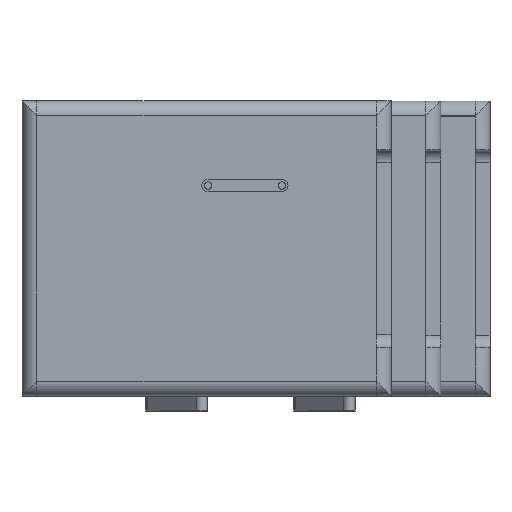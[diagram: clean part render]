
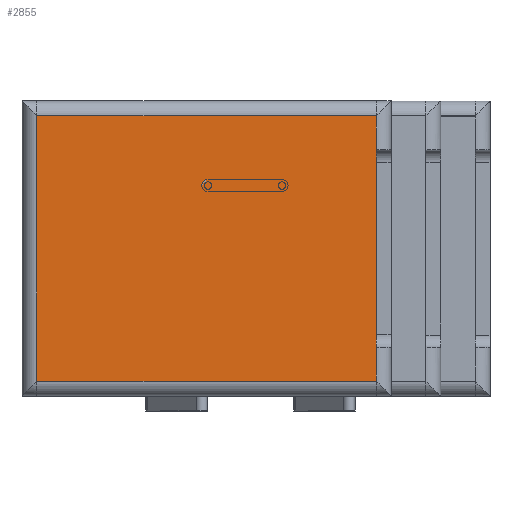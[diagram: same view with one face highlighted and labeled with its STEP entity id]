
A CAD part, top view. The second image highlights one B-rep face of the part: STEP entity #2855.
In plain terms, the highlighted planar face has unit normal (0, 0, 1).
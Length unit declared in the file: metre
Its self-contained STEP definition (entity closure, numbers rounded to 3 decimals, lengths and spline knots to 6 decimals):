
#891=ORIENTED_EDGE('',*,*,#1304,.T.);
#892=ORIENTED_EDGE('',*,*,#1298,.T.);
#893=ORIENTED_EDGE('',*,*,#1301,.T.);
#894=ORIENTED_EDGE('',*,*,#1307,.F.);
#1298=EDGE_CURVE('',#1563,#1566,#1790,.T.);
#1301=EDGE_CURVE('',#1566,#1568,#1792,.T.);
#1304=EDGE_CURVE('',#1571,#1563,#1794,.T.);
#1307=EDGE_CURVE('',#1571,#1568,#1797,.T.);
#1563=VERTEX_POINT('',#4932);
#1566=VERTEX_POINT('',#4937);
#1568=VERTEX_POINT('',#4943);
#1571=VERTEX_POINT('',#4951);
#1790=LINE('',#4938,#2002);
#1792=LINE('',#4945,#2004);
#1794=LINE('',#4950,#2006);
#1797=LINE('',#4956,#2009);
#2002=VECTOR('',#4112,1.);
#2004=VECTOR('',#4118,1.);
#2006=VECTOR('',#4124,1.);
#2009=VECTOR('',#4129,1.);
#2254=EDGE_LOOP('',(#891,#892,#893,#894));
#2532=FACE_BOUND('',#2254,.T.);
#2685=PLANE('',#3342);
#2855=ADVANCED_FACE('',(#2532),#2685,.T.);
#3342=AXIS2_PLACEMENT_3D('',#4955,#4127,#4128);
#4112=DIRECTION('',(-1.,0.,0.));
#4118=DIRECTION('',(0.,-1.,0.));
#4124=DIRECTION('',(0.,1.,0.));
#4127=DIRECTION('',(0.,0.,1.));
#4128=DIRECTION('',(1.,0.,0.));
#4129=DIRECTION('',(-1.,0.,0.));
#4932=CARTESIAN_POINT('',(0.1375,0.1075,0.012));
#4937=CARTESIAN_POINT('',(-0.1375,0.1075,0.012));
#4938=CARTESIAN_POINT('',(0.,0.1075,0.012));
#4943=CARTESIAN_POINT('',(-0.1375,-0.1075,0.012));
#4945=CARTESIAN_POINT('',(-0.1375,0.,0.012));
#4950=CARTESIAN_POINT('',(0.1375,0.,0.012));
#4951=CARTESIAN_POINT('',(0.1375,-0.1075,0.012));
#4955=CARTESIAN_POINT('',(0.,0.,0.012));
#4956=CARTESIAN_POINT('',(0.,-0.1075,0.012));
